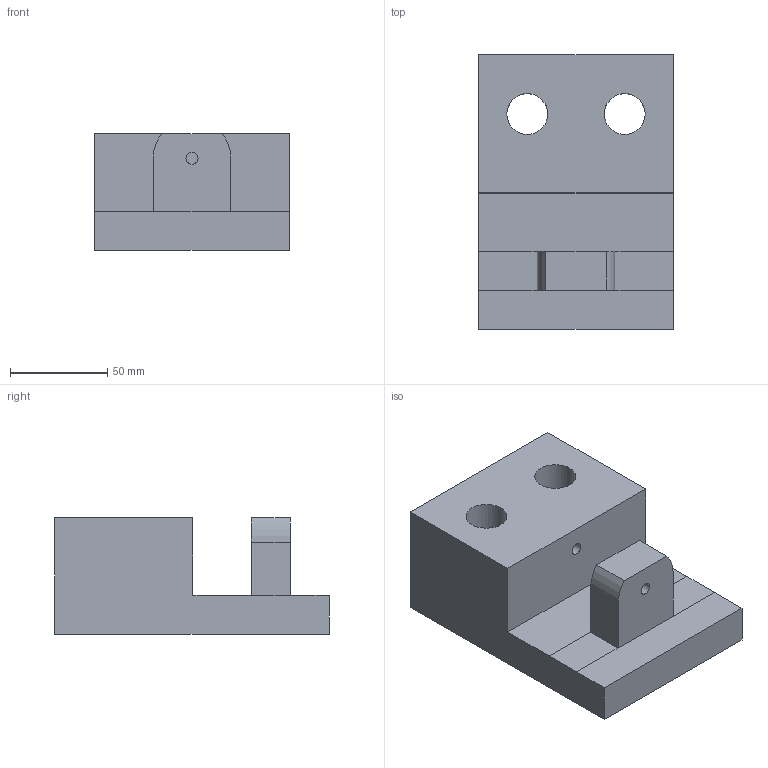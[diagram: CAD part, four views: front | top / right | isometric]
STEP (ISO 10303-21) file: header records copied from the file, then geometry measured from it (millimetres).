
FILE_DESCRIPTION(('FreeCAD Model'),'2;1');
FILE_NAME('slidingBlock.step','2018-08-24T06:15:32',('Author'),(''), 'Open CASCADE STEP processor 7.3','FreeCAD','Unknown');
FILE_SCHEMA(('AUTOMOTIVE_DESIGN { 1 0 10303 214 1 1 1 1 }'));
Length unit declared in the file: millimetre
Products named in the file (1): RailAttachmentTop001
Bounding box: 100 x 141 x 60 mm (x, y, z)
Volume: 554497.5 mm3; surface area: 63357.4 mm2
Topology: 1 solids, 1 shells, 23 faces, 56 edges, 36 vertices
Faces by surface type: plane 17, cylinder 6
Full cylindrical faces by diameter (mm): 6.2 x2, 21 x2
Entity records: 1464 total; most frequent: CARTESIAN_POINT 294, DIRECTION 217, LINE 144, VECTOR 144, ORIENTED_EDGE 112, PCURVE 112, DEFINITIONAL_REPRESENTATION 112, EDGE_CURVE 56
